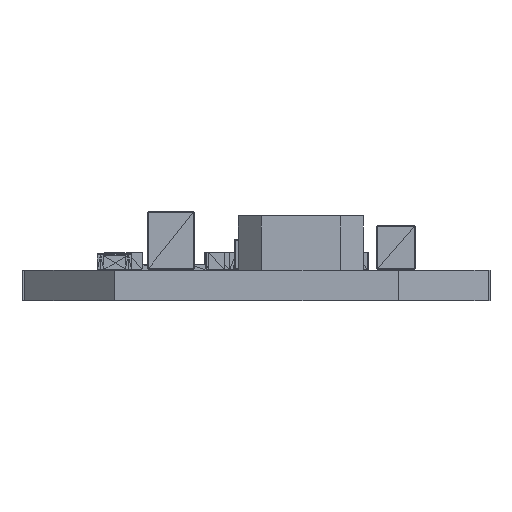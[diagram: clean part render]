
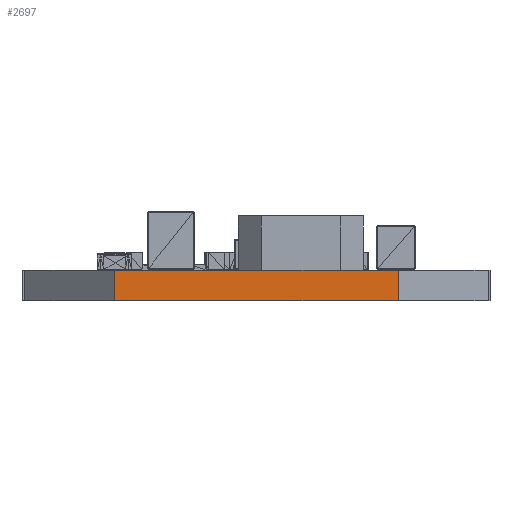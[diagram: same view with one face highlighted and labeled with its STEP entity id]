
A CAD part, front view. The second image highlights one B-rep face of the part: STEP entity #2697.
In plain terms, the highlighted planar face has unit normal (0, -1, 0).
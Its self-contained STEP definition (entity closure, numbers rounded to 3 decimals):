
#2672 = VERTEX_POINT('',#2673);
#2673 = CARTESIAN_POINT('',(38.339,4.08,-1.));
#2679 = EDGE_CURVE('',#2680,#2672,#2682,.T.);
#2680 = VERTEX_POINT('',#2681);
#2681 = CARTESIAN_POINT('',(38.339,4.08,0.));
#2682 = LINE('',#2683,#2684);
#2683 = CARTESIAN_POINT('',(38.339,4.08,0.));
#2684 = VECTOR('',#2685,1.);
#2685 = DIRECTION('',(0.,0.,-1.));
#2697 = ADVANCED_FACE('',(#2698),#2723,.F.);
#2698 = FACE_BOUND('',#2699,.F.);
#2699 = EDGE_LOOP('',(#2700,#2701,#2709,#2717));
#2700 = ORIENTED_EDGE('',*,*,#2679,.T.);
#2701 = ORIENTED_EDGE('',*,*,#2702,.T.);
#2702 = EDGE_CURVE('',#2672,#2703,#2705,.T.);
#2703 = VERTEX_POINT('',#2704);
#2704 = CARTESIAN_POINT('',(29.017,4.08,-1.));
#2705 = LINE('',#2706,#2707);
#2706 = CARTESIAN_POINT('',(38.339,4.08,-1.));
#2707 = VECTOR('',#2708,1.);
#2708 = DIRECTION('',(-1.,0.,0.));
#2709 = ORIENTED_EDGE('',*,*,#2710,.F.);
#2710 = EDGE_CURVE('',#2711,#2703,#2713,.T.);
#2711 = VERTEX_POINT('',#2712);
#2712 = CARTESIAN_POINT('',(29.017,4.08,0.));
#2713 = LINE('',#2714,#2715);
#2714 = CARTESIAN_POINT('',(29.017,4.08,0.));
#2715 = VECTOR('',#2716,1.);
#2716 = DIRECTION('',(0.,0.,-1.));
#2717 = ORIENTED_EDGE('',*,*,#2718,.F.);
#2718 = EDGE_CURVE('',#2680,#2711,#2719,.T.);
#2719 = LINE('',#2720,#2721);
#2720 = CARTESIAN_POINT('',(38.339,4.08,0.));
#2721 = VECTOR('',#2722,1.);
#2722 = DIRECTION('',(-1.,0.,0.));
#2723 = PLANE('',#2724);
#2724 = AXIS2_PLACEMENT_3D('',#2725,#2726,#2727);
#2725 = CARTESIAN_POINT('',(38.339,4.08,0.));
#2726 = DIRECTION('',(0.,1.,0.));
#2727 = DIRECTION('',(-1.,0.,0.));
